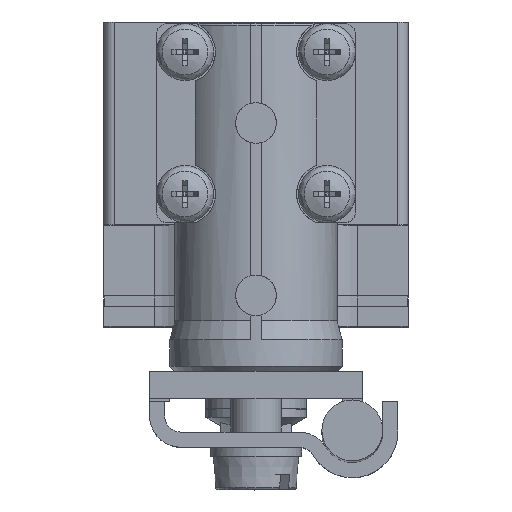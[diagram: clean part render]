
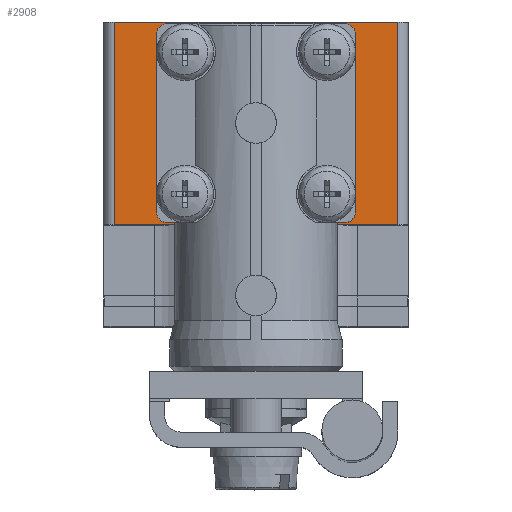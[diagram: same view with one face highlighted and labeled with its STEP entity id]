
A CAD part, top view. The second image highlights one B-rep face of the part: STEP entity #2908.
In plain terms, the highlighted planar face has unit normal (0, 0, 1).
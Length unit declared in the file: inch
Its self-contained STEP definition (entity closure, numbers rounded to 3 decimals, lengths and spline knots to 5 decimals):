
#217 = VECTOR ( 'NONE', #23066, 39.37008 ) ;
#400 = VECTOR ( 'NONE', #16624, 39.37008 ) ;
#892 = FACE_BOUND ( 'NONE', #8181, .T. ) ;
#982 = EDGE_CURVE ( 'NONE', #18043, #18190, #7741, .T. ) ;
#1065 = DIRECTION ( 'NONE',  ( 0., -1., 0. ) ) ;
#1095 = CIRCLE ( 'NONE', #21859, 0.27264 ) ;
#1669 = DIRECTION ( 'NONE',  ( 1., 0., 0. ) ) ;
#1834 = ORIENTED_EDGE ( 'NONE', *, *, #15948, .T. ) ;
#2023 = VERTEX_POINT ( 'NONE', #16418 ) ;
#2146 = ORIENTED_EDGE ( 'NONE', *, *, #15243, .T. ) ;
#2908 = ADVANCED_FACE ( 'NONE', ( #20660, #22617, #15879, #11759, #892, #24484 ), #5709, .T. ) ;
#3039 = DIRECTION ( 'NONE',  ( 1., 0., 0. ) ) ;
#3566 = CIRCLE ( 'NONE', #13056, 0.06299 ) ;
#3716 = CARTESIAN_POINT ( 'NONE',  ( 0.55118, -0.64961, 2.53938 ) ) ;
#3771 = CARTESIAN_POINT ( 'NONE',  ( -0.23622, -0.57008, 2.53938 ) ) ;
#4446 = DIRECTION ( 'NONE',  ( 1., 0., 0. ) ) ;
#4591 = CARTESIAN_POINT ( 'NONE',  ( 0.33858, -0.1378, 2.53938 ) ) ;
#4847 = ORIENTED_EDGE ( 'NONE', *, *, #12830, .T. ) ;
#4893 = VERTEX_POINT ( 'NONE', #13530 ) ;
#5240 = DIRECTION ( 'NONE',  ( 0., 0., -1. ) ) ;
#5379 = ORIENTED_EDGE ( 'NONE', *, *, #7111, .T. ) ;
#5420 = EDGE_LOOP ( 'NONE', ( #16874 ) ) ;
#5709 = PLANE ( 'NONE',  #11907 ) ;
#5869 = VERTEX_POINT ( 'NONE', #25053 ) ;
#5898 = EDGE_CURVE ( 'NONE', #18508, #6581, #23330, .T. ) ;
#6079 = CARTESIAN_POINT ( 'NONE',  ( -0.27559, 0.41339, 2.53938 ) ) ;
#6125 = DIRECTION ( 'NONE',  ( -1., 0., 0. ) ) ;
#6128 = CARTESIAN_POINT ( 'NONE',  ( 0.55118, -0.25591, 2.53938 ) ) ;
#6220 = VECTOR ( 'NONE', #16294, 39.37008 ) ;
#6272 = DIRECTION ( 'NONE',  ( 0., 0., -1. ) ) ;
#6581 = VERTEX_POINT ( 'NONE', #27127 ) ;
#6810 = EDGE_LOOP ( 'NONE', ( #4847 ) ) ;
#6997 = VERTEX_POINT ( 'NONE', #23292 ) ;
#7111 = EDGE_CURVE ( 'NONE', #6581, #18043, #25964, .T. ) ;
#7741 = LINE ( 'NONE', #12238, #400 ) ;
#7862 = CARTESIAN_POINT ( 'NONE',  ( 0.27264, 0.1378, 2.53938 ) ) ;
#7876 = CARTESIAN_POINT ( 'NONE',  ( 0.4203, -0.25591, 2.53938 ) ) ;
#8058 = EDGE_CURVE ( 'NONE', #6997, #23374, #17000, .T. ) ;
#8181 = EDGE_LOOP ( 'NONE', ( #1834 ) ) ;
#8937 = EDGE_CURVE ( 'NONE', #5869, #5869, #9767, .T. ) ;
#9054 = DIRECTION ( 'NONE',  ( 0., 0., -1. ) ) ;
#9547 = LINE ( 'NONE', #18683, #6220 ) ;
#9745 = DIRECTION ( 'NONE',  ( 1., 0., 0. ) ) ;
#9767 = CIRCLE ( 'NONE', #25516, 0.06299 ) ;
#9815 = CIRCLE ( 'NONE', #26894, 0.06299 ) ;
#10042 = DIRECTION ( 'NONE',  ( 0., 0., -1. ) ) ;
#10837 = ORIENTED_EDGE ( 'NONE', *, *, #23743, .F. ) ;
#11553 = VECTOR ( 'NONE', #1065, 39.37008 ) ;
#11714 = CARTESIAN_POINT ( 'NONE',  ( 0.27559, 0.41339, 2.53938 ) ) ;
#11759 = FACE_BOUND ( 'NONE', #23276, .T. ) ;
#11787 = EDGE_CURVE ( 'NONE', #18432, #18432, #3566, .T. ) ;
#11907 = AXIS2_PLACEMENT_3D ( 'NONE', #3716, #12766, #23016 ) ;
#12047 = VECTOR ( 'NONE', #6125, 39.37008 ) ;
#12238 = CARTESIAN_POINT ( 'NONE',  ( 0.55118, -0.57008, 2.53938 ) ) ;
#12617 = VECTOR ( 'NONE', #24685, 39.37008 ) ;
#12766 = DIRECTION ( 'NONE',  ( 0., 0., 1. ) ) ;
#12830 = EDGE_CURVE ( 'NONE', #25315, #25315, #13999, .T. ) ;
#13056 = AXIS2_PLACEMENT_3D ( 'NONE', #11714, #5240, #9745 ) ;
#13266 = ORIENTED_EDGE ( 'NONE', *, *, #18249, .F. ) ;
#13302 = DIRECTION ( 'NONE',  ( 0., -1., 0. ) ) ;
#13530 = CARTESIAN_POINT ( 'NONE',  ( 0.55118, -0.25591, 2.53938 ) ) ;
#13999 = CIRCLE ( 'NONE', #21172, 0.06299 ) ;
#14005 = EDGE_LOOP ( 'NONE', ( #23588, #5379, #27758, #17564, #10837, #13266, #18932, #2146 ) ) ;
#14055 = DIRECTION ( 'NONE',  ( 0., 0., -1. ) ) ;
#14117 = EDGE_CURVE ( 'NONE', #18958, #18958, #1095, .T. ) ;
#14625 = ORIENTED_EDGE ( 'NONE', *, *, #11787, .T. ) ;
#15038 = CARTESIAN_POINT ( 'NONE',  ( 0., 0.1378, 2.53938 ) ) ;
#15243 = EDGE_CURVE ( 'NONE', #23374, #18508, #23057, .T. ) ;
#15529 = CARTESIAN_POINT ( 'NONE',  ( 0.27559, -0.1378, 2.53938 ) ) ;
#15568 = ORIENTED_EDGE ( 'NONE', *, *, #8937, .T. ) ;
#15879 = FACE_BOUND ( 'NONE', #6810, .T. ) ;
#15948 = EDGE_CURVE ( 'NONE', #19391, #19391, #9815, .T. ) ;
#16294 = DIRECTION ( 'NONE',  ( 0., -1., 0. ) ) ;
#16295 = CARTESIAN_POINT ( 'NONE',  ( -0.27559, -0.1378, 2.53938 ) ) ;
#16418 = CARTESIAN_POINT ( 'NONE',  ( 0.23622, -0.25591, 2.53938 ) ) ;
#16435 = CARTESIAN_POINT ( 'NONE',  ( 0., 0.5315, 2.53938 ) ) ;
#16460 = CARTESIAN_POINT ( 'NONE',  ( -0.55118, -0.64961, 2.53938 ) ) ;
#16624 = DIRECTION ( 'NONE',  ( 1., 0., 0. ) ) ;
#16647 = CARTESIAN_POINT ( 'NONE',  ( 0.23622, -0.64961, 2.53938 ) ) ;
#16874 = ORIENTED_EDGE ( 'NONE', *, *, #14117, .T. ) ;
#17000 = LINE ( 'NONE', #16435, #12047 ) ;
#17564 = ORIENTED_EDGE ( 'NONE', *, *, #19579, .T. ) ;
#17630 = DIRECTION ( 'NONE',  ( 1., 0., 0. ) ) ;
#17757 = VECTOR ( 'NONE', #23634, 39.37008 ) ;
#18043 = VERTEX_POINT ( 'NONE', #3771 ) ;
#18190 = VERTEX_POINT ( 'NONE', #24504 ) ;
#18249 = EDGE_CURVE ( 'NONE', #6997, #4893, #9547, .T. ) ;
#18324 = LINE ( 'NONE', #16647, #12617 ) ;
#18432 = VERTEX_POINT ( 'NONE', #27006 ) ;
#18508 = VERTEX_POINT ( 'NONE', #24193 ) ;
#18683 = CARTESIAN_POINT ( 'NONE',  ( 0.55118, -0.64961, 2.53938 ) ) ;
#18838 = LINE ( 'NONE', #7876, #217 ) ;
#18932 = ORIENTED_EDGE ( 'NONE', *, *, #8058, .T. ) ;
#18958 = VERTEX_POINT ( 'NONE', #7862 ) ;
#19391 = VERTEX_POINT ( 'NONE', #4591 ) ;
#19466 = VECTOR ( 'NONE', #13302, 39.37008 ) ;
#19579 = EDGE_CURVE ( 'NONE', #18190, #2023, #18324, .T. ) ;
#20660 = FACE_BOUND ( 'NONE', #5420, .T. ) ;
#21172 = AXIS2_PLACEMENT_3D ( 'NONE', #6079, #10042, #1669 ) ;
#21859 = AXIS2_PLACEMENT_3D ( 'NONE', #15038, #6272, #4446 ) ;
#22617 = FACE_BOUND ( 'NONE', #25950, .T. ) ;
#23016 = DIRECTION ( 'NONE',  ( 1., 0., 0. ) ) ;
#23057 = LINE ( 'NONE', #16460, #11553 ) ;
#23066 = DIRECTION ( 'NONE',  ( -1., 0., 0. ) ) ;
#23276 = EDGE_LOOP ( 'NONE', ( #14625 ) ) ;
#23292 = CARTESIAN_POINT ( 'NONE',  ( 0.55118, 0.5315, 2.53938 ) ) ;
#23330 = LINE ( 'NONE', #6128, #17757 ) ;
#23374 = VERTEX_POINT ( 'NONE', #25678 ) ;
#23588 = ORIENTED_EDGE ( 'NONE', *, *, #5898, .T. ) ;
#23634 = DIRECTION ( 'NONE',  ( 1., 0., 0. ) ) ;
#23743 = EDGE_CURVE ( 'NONE', #4893, #2023, #18838, .T. ) ;
#24193 = CARTESIAN_POINT ( 'NONE',  ( -0.55118, -0.25591, 2.53938 ) ) ;
#24484 = FACE_OUTER_BOUND ( 'NONE', #14005, .T. ) ;
#24504 = CARTESIAN_POINT ( 'NONE',  ( 0.23622, -0.57008, 2.53938 ) ) ;
#24685 = DIRECTION ( 'NONE',  ( 0., 1., 0. ) ) ;
#24917 = CARTESIAN_POINT ( 'NONE',  ( -0.2126, 0.41339, 2.53938 ) ) ;
#25053 = CARTESIAN_POINT ( 'NONE',  ( -0.2126, -0.1378, 2.53938 ) ) ;
#25315 = VERTEX_POINT ( 'NONE', #24917 ) ;
#25516 = AXIS2_PLACEMENT_3D ( 'NONE', #16295, #14055, #3039 ) ;
#25678 = CARTESIAN_POINT ( 'NONE',  ( -0.55118, 0.5315, 2.53938 ) ) ;
#25950 = EDGE_LOOP ( 'NONE', ( #15568 ) ) ;
#25964 = LINE ( 'NONE', #27922, #19466 ) ;
#26894 = AXIS2_PLACEMENT_3D ( 'NONE', #15529, #9054, #17630 ) ;
#27006 = CARTESIAN_POINT ( 'NONE',  ( 0.33858, 0.41339, 2.53938 ) ) ;
#27127 = CARTESIAN_POINT ( 'NONE',  ( -0.23622, -0.25591, 2.53938 ) ) ;
#27758 = ORIENTED_EDGE ( 'NONE', *, *, #982, .T. ) ;
#27922 = CARTESIAN_POINT ( 'NONE',  ( -0.23622, -0.64961, 2.53938 ) ) ;
